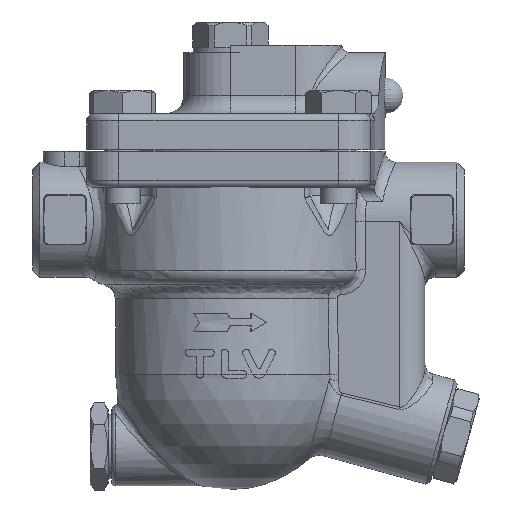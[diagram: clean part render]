
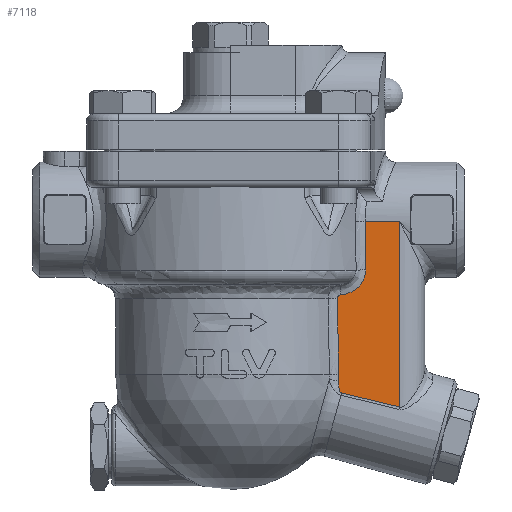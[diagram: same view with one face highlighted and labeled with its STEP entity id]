
A CAD part, front view. The second image highlights one B-rep face of the part: STEP entity #7118.
In plain terms, the highlighted planar face has unit normal (0, -1, -0.026).
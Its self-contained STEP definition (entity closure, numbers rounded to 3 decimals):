
#35=ELLIPSE('',#7900,1321.011,35.);
#37=ELLIPSE('',#7906,1585.214,42.);
#239=B_SPLINE_CURVE_WITH_KNOTS('',3,(#15772,#15773,#15774,#15775),
 .UNSPECIFIED.,.F.,.F.,(4,4),(0.,1.661),
 .UNSPECIFIED.);
#243=B_SPLINE_CURVE_WITH_KNOTS('',3,(#15884,#15885,#15886,#15887,#15888,
#15889,#15890,#15891),.UNSPECIFIED.,.F.,.F.,(4,1,1,1,1,4),(-0.378,
-0.351,-0.324,-0.27,-0.216,
0.),.UNSPECIFIED.);
#252=B_SPLINE_CURVE_WITH_KNOTS('',3,(#16157,#16158,#16159,#16160,#16161,
#16162),.UNSPECIFIED.,.F.,.F.,(4,1,1,4),(-0.154,-0.088,
-0.033,0.),.UNSPECIFIED.);
#253=B_SPLINE_CURVE_WITH_KNOTS('',3,(#16195,#16196,#16197,#16198,#16199,
#16200),.UNSPECIFIED.,.F.,.F.,(4,1,1,4),(-1.067,-0.61,
-0.305,0.),.UNSPECIFIED.);
#778=LINE('',#14901,#1109);
#814=LINE('',#16526,#1145);
#1109=VECTOR('',#9505,9.54);
#1145=VECTOR('',#9811,51.62);
#1297=PLANE('',#7913);
#1752=CIRCLE('',#7908,30.1);
#2180=FACE_OUTER_BOUND('',#2677,.T.);
#2677=EDGE_LOOP('',(#6561,#6562,#6563,#6564,#6565,#6566,#6567,#6568,#6569));
#3366=VERTEX_POINT('',#14894);
#3367=VERTEX_POINT('',#14900);
#3440=VERTEX_POINT('',#15721);
#3442=VERTEX_POINT('',#15770);
#3444=VERTEX_POINT('',#15874);
#3452=VERTEX_POINT('',#16112);
#3453=VERTEX_POINT('',#16114);
#3455=VERTEX_POINT('',#16149);
#3456=VERTEX_POINT('',#16193);
#4340=EDGE_CURVE('',#3366,#3367,#778,.T.);
#4471=EDGE_CURVE('',#3440,#3442,#239,.T.);
#4477=EDGE_CURVE('',#3442,#3444,#243,.T.);
#4495=EDGE_CURVE('',#3452,#3453,#35,.T.);
#4500=EDGE_CURVE('',#3453,#3455,#252,.T.);
#4502=EDGE_CURVE('',#3455,#3456,#253,.T.);
#4504=EDGE_CURVE('',#3456,#3366,#37,.T.);
#4505=EDGE_CURVE('',#3444,#3452,#1752,.T.);
#4507=EDGE_CURVE('',#3367,#3440,#814,.T.);
#6561=ORIENTED_EDGE('',*,*,#4471,.F.);
#6562=ORIENTED_EDGE('',*,*,#4507,.F.);
#6563=ORIENTED_EDGE('',*,*,#4340,.F.);
#6564=ORIENTED_EDGE('',*,*,#4504,.F.);
#6565=ORIENTED_EDGE('',*,*,#4502,.F.);
#6566=ORIENTED_EDGE('',*,*,#4500,.F.);
#6567=ORIENTED_EDGE('',*,*,#4495,.F.);
#6568=ORIENTED_EDGE('',*,*,#4505,.F.);
#6569=ORIENTED_EDGE('',*,*,#4477,.F.);
#7118=ADVANCED_FACE('',(#2180),#1297,.T.);
#7900=AXIS2_PLACEMENT_3D('',#16115,#9785,#9786);
#7906=AXIS2_PLACEMENT_3D('',#16222,#9797,#9798);
#7908=AXIS2_PLACEMENT_3D('',#16249,#9801,#9802);
#7913=AXIS2_PLACEMENT_3D('',#16528,#9813,#9814);
#9505=DIRECTION('',(1.,0.,0.));
#9785=DIRECTION('center_axis',(0.,-1.,-0.026));
#9786=DIRECTION('ref_axis',(0.,-0.026,1.));
#9797=DIRECTION('center_axis',(0.,-1.,-0.026));
#9798=DIRECTION('ref_axis',(0.,-0.026,1.));
#9801=DIRECTION('center_axis',(0.,-1.,-0.026));
#9802=DIRECTION('ref_axis',(1.,0.,-0.005));
#9811=DIRECTION('',(0.,0.026,-1.));
#9813=DIRECTION('center_axis',(0.,-1.,-0.026));
#9814=DIRECTION('ref_axis',(0.,0.026,-1.));
#14894=CARTESIAN_POINT('',(37.46,-15.994,-9.424));
#14900=CARTESIAN_POINT('',(47.,-15.994,-9.424));
#14901=CARTESIAN_POINT('',(0.,-15.994,-9.424));
#15721=CARTESIAN_POINT('',(47.,-14.627,-61.026));
#15770=CARTESIAN_POINT('',(30.844,-14.729,-57.151));
#15772=CARTESIAN_POINT('Ctrl Pts',(47.,-14.627,-61.026));
#15773=CARTESIAN_POINT('Ctrl Pts',(41.618,-14.661,-59.722));
#15774=CARTESIAN_POINT('Ctrl Pts',(36.233,-14.696,-58.429));
#15775=CARTESIAN_POINT('Ctrl Pts',(30.844,-14.729,-57.151));
#15874=CARTESIAN_POINT('',(30.076,-14.824,-53.59));
#15884=CARTESIAN_POINT('Ctrl Pts',(30.844,-14.729,-57.151));
#15885=CARTESIAN_POINT('Ctrl Pts',(30.756,-14.73,-57.13));
#15886=CARTESIAN_POINT('Ctrl Pts',(30.601,-14.733,-57.023));
#15887=CARTESIAN_POINT('Ctrl Pts',(30.41,-14.741,-56.713));
#15888=CARTESIAN_POINT('Ctrl Pts',(30.271,-14.752,-56.282));
#15889=CARTESIAN_POINT('Ctrl Pts',(30.071,-14.781,-55.216));
#15890=CARTESIAN_POINT('Ctrl Pts',(30.047,-14.805,-54.309));
#15891=CARTESIAN_POINT('Ctrl Pts',(30.076,-14.824,-53.59));
#16112=CARTESIAN_POINT('',(30.096,-14.868,-51.921));
#16114=CARTESIAN_POINT('',(29.758,-15.426,-30.858));
#16115=CARTESIAN_POINT('Origin',(0.,2.999,
-726.041));
#16149=CARTESIAN_POINT('',(30.766,-15.453,-29.866));
#16157=CARTESIAN_POINT('Ctrl Pts',(29.758,-15.426,-30.858));
#16158=CARTESIAN_POINT('Ctrl Pts',(29.754,-15.432,-30.637));
#16159=CARTESIAN_POINT('Ctrl Pts',(29.919,-15.443,-30.235));
#16160=CARTESIAN_POINT('Ctrl Pts',(30.368,-15.45,-29.947));
#16161=CARTESIAN_POINT('Ctrl Pts',(30.657,-15.452,-29.877));
#16162=CARTESIAN_POINT('Ctrl Pts',(30.766,-15.453,-29.866));
#16193=CARTESIAN_POINT('',(37.639,-15.637,-22.921));
#16195=CARTESIAN_POINT('Ctrl Pts',(30.766,-15.453,-29.866));
#16196=CARTESIAN_POINT('Ctrl Pts',(32.282,-15.457,-29.702));
#16197=CARTESIAN_POINT('Ctrl Pts',(34.788,-15.481,-28.778));
#16198=CARTESIAN_POINT('Ctrl Pts',(37.164,-15.555,-25.984));
#16199=CARTESIAN_POINT('Ctrl Pts',(37.653,-15.61,-23.937));
#16200=CARTESIAN_POINT('Ctrl Pts',(37.639,-15.637,-22.921));
#16222=CARTESIAN_POINT('Origin',(0.,2.999,
-726.041));
#16249=CARTESIAN_POINT('Origin',(0.,-14.856,-52.394));
#16526=CARTESIAN_POINT('',(47.,-15.637,-22.911));
#16528=CARTESIAN_POINT('Origin',(54.,-15.994,-9.424));
